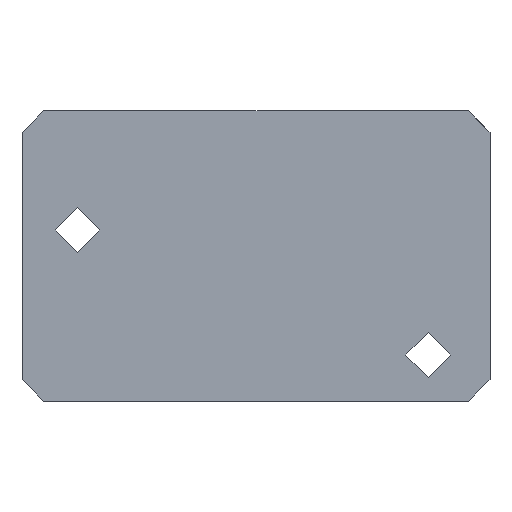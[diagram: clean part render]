
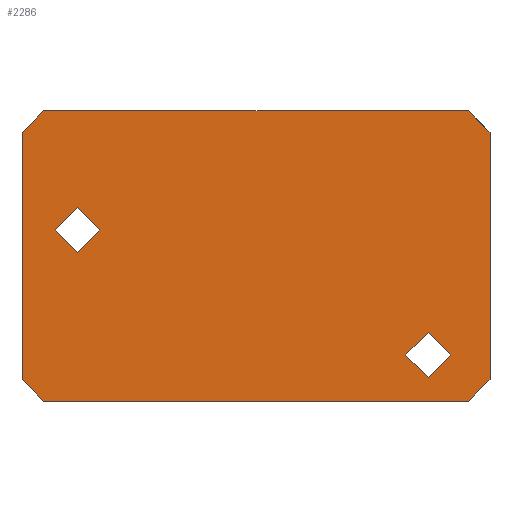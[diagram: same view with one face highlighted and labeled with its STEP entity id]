
A CAD part, front view. The second image highlights one B-rep face of the part: STEP entity #2286.
In plain terms, the highlighted planar face has unit normal (0, -1, 0).
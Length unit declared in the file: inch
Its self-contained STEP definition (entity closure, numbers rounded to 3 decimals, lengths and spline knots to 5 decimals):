
#56=FACE_BOUND('',#224,.T.);
#57=FACE_BOUND('',#225,.T.);
#64=CIRCLE('',#2452,0.0985);
#65=CIRCLE('',#2453,0.09843);
#97=FACE_OUTER_BOUND('',#223,.T.);
#223=EDGE_LOOP('',(#1534,#1535,#1536,#1537,#1538,#1539,#1540,#1541));
#224=EDGE_LOOP('',(#1542));
#225=EDGE_LOOP('',(#1543));
#375=LINE('',#3282,#675);
#378=LINE('',#3287,#678);
#379=LINE('',#3289,#679);
#380=LINE('',#3291,#680);
#381=LINE('',#3293,#681);
#382=LINE('',#3295,#682);
#383=LINE('',#3297,#683);
#384=LINE('',#3298,#684);
#675=VECTOR('',#2646,0.3937);
#678=VECTOR('',#2651,0.3937);
#679=VECTOR('',#2652,0.3937);
#680=VECTOR('',#2653,0.3937);
#681=VECTOR('',#2654,0.3937);
#682=VECTOR('',#2655,0.3937);
#683=VECTOR('',#2656,0.3937);
#684=VECTOR('',#2657,0.3937);
#971=VERTEX_POINT('',#3280);
#972=VERTEX_POINT('',#3281);
#973=VERTEX_POINT('',#3286);
#974=VERTEX_POINT('',#3288);
#975=VERTEX_POINT('',#3290);
#976=VERTEX_POINT('',#3292);
#977=VERTEX_POINT('',#3294);
#978=VERTEX_POINT('',#3296);
#979=VERTEX_POINT('',#3299);
#980=VERTEX_POINT('',#3301);
#1189=EDGE_CURVE('',#971,#972,#375,.T.);
#1192=EDGE_CURVE('',#973,#971,#378,.T.);
#1193=EDGE_CURVE('',#974,#973,#379,.T.);
#1194=EDGE_CURVE('',#974,#975,#380,.F.);
#1195=EDGE_CURVE('',#976,#975,#381,.T.);
#1196=EDGE_CURVE('',#976,#977,#382,.T.);
#1197=EDGE_CURVE('',#978,#977,#383,.T.);
#1198=EDGE_CURVE('',#978,#972,#384,.T.);
#1199=EDGE_CURVE('',#979,#979,#64,.T.);
#1200=EDGE_CURVE('',#980,#980,#65,.T.);
#1534=ORIENTED_EDGE('',*,*,#1189,.F.);
#1535=ORIENTED_EDGE('',*,*,#1192,.F.);
#1536=ORIENTED_EDGE('',*,*,#1193,.F.);
#1537=ORIENTED_EDGE('',*,*,#1194,.T.);
#1538=ORIENTED_EDGE('',*,*,#1195,.F.);
#1539=ORIENTED_EDGE('',*,*,#1196,.T.);
#1540=ORIENTED_EDGE('',*,*,#1197,.F.);
#1541=ORIENTED_EDGE('',*,*,#1198,.T.);
#1542=ORIENTED_EDGE('',*,*,#1199,.T.);
#1543=ORIENTED_EDGE('',*,*,#1200,.T.);
#2173=PLANE('',#2451);
#2286=ADVANCED_FACE('',(#97,#56,#57),#2173,.T.);
#2451=AXIS2_PLACEMENT_3D('',#3285,#2649,#2650);
#2452=AXIS2_PLACEMENT_3D('',#3300,#2658,#2659);
#2453=AXIS2_PLACEMENT_3D('',#3302,#2660,#2661);
#2646=DIRECTION('',(-0.707,0.,0.707));
#2649=DIRECTION('center_axis',(0.,-1.,0.));
#2650=DIRECTION('ref_axis',(0.,0.,-1.));
#2651=DIRECTION('',(-1.,0.,0.));
#2652=DIRECTION('',(-0.707,0.,-0.707));
#2653=DIRECTION('',(0.,0.,-1.));
#2654=DIRECTION('',(0.707,0.,-0.707));
#2655=DIRECTION('',(-1.,0.,0.));
#2656=DIRECTION('',(0.707,0.,0.707));
#2657=DIRECTION('',(0.,0.,-1.));
#2658=DIRECTION('center_axis',(0.,1.,0.));
#2659=DIRECTION('ref_axis',(-1.,0.,0.));
#2660=DIRECTION('center_axis',(0.,1.,0.));
#2661=DIRECTION('ref_axis',(-1.,0.,0.));
#3280=CARTESIAN_POINT('',(16.53543,58.88189,-0.41752));
#3281=CARTESIAN_POINT('',(16.44094,58.88189,-0.32304));
#3282=CARTESIAN_POINT('',(16.5531,58.88189,-0.43519));
#3285=CARTESIAN_POINT('Origin',(16.92913,58.88189,-0.18898));
#3286=CARTESIAN_POINT('',(18.40315,58.88189,-0.41752));
#3287=CARTESIAN_POINT('',(16.92913,58.88189,-0.41752));
#3288=CARTESIAN_POINT('',(18.49764,58.88189,-0.32304));
#3289=CARTESIAN_POINT('',(18.1154,58.88189,-0.70527));
#3290=CARTESIAN_POINT('',(18.49764,58.88189,0.76378));
#3291=CARTESIAN_POINT('',(18.49764,58.88189,0.2874));
#3292=CARTESIAN_POINT('',(18.40315,58.88189,0.85827));
#3293=CARTESIAN_POINT('',(18.32008,58.88189,0.94134));
#3294=CARTESIAN_POINT('',(16.53543,58.88189,0.85827));
#3295=CARTESIAN_POINT('',(16.83465,58.88189,0.85827));
#3296=CARTESIAN_POINT('',(16.44094,58.88189,0.76378));
#3297=CARTESIAN_POINT('',(16.34843,58.88189,0.67126));
#3298=CARTESIAN_POINT('',(16.44094,58.88189,-0.0942));
#3299=CARTESIAN_POINT('',(16.78354,58.88189,0.33465));
#3300=CARTESIAN_POINT('Origin',(16.68504,58.88189,0.33465));
#3301=CARTESIAN_POINT('',(18.32476,58.88189,-0.21477));
#3302=CARTESIAN_POINT('Origin',(18.22634,58.88189,-0.21477));
